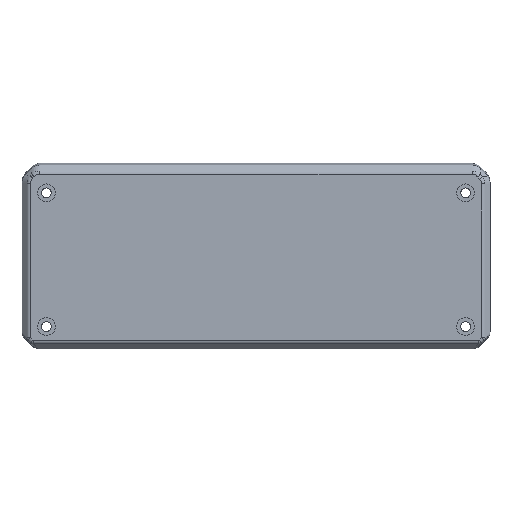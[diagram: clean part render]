
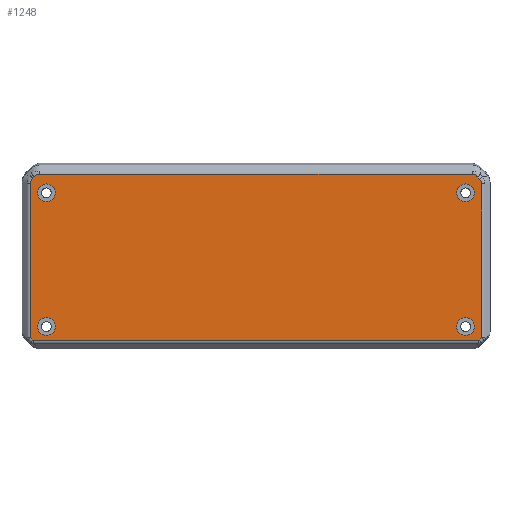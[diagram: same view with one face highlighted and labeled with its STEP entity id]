
A CAD part, top view. The second image highlights one B-rep face of the part: STEP entity #1248.
In plain terms, the highlighted planar face has unit normal (0, 0, 1).
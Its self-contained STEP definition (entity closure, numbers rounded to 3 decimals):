
#36=FACE_BOUND('',#252,.T.);
#37=FACE_BOUND('',#253,.T.);
#38=FACE_BOUND('',#254,.T.);
#39=FACE_BOUND('',#255,.T.);
#80=CIRCLE('',#1406,2.);
#81=CIRCLE('',#1407,2.);
#82=CIRCLE('',#1408,2.);
#83=CIRCLE('',#1409,2.);
#108=PLANE('',#1405);
#171=FACE_OUTER_BOUND('',#251,.T.);
#251=EDGE_LOOP('',(#1039,#1040,#1041,#1042,#1043,#1044,#1045,#1046,#1047,
#1048,#1049,#1050));
#252=EDGE_LOOP('',(#1051));
#253=EDGE_LOOP('',(#1052));
#254=EDGE_LOOP('',(#1053));
#255=EDGE_LOOP('',(#1054));
#328=LINE('',#2040,#422);
#332=LINE('',#2068,#426);
#333=LINE('',#2137,#427);
#335=LINE('',#2164,#429);
#341=LINE('',#2185,#435);
#343=LINE('',#2189,#437);
#346=LINE('',#2194,#440);
#349=LINE('',#2201,#443);
#422=VECTOR('',#1583,10.);
#426=VECTOR('',#1609,10.);
#427=VECTOR('',#1634,10.);
#429=VECTOR('',#1646,10.);
#435=VECTOR('',#1662,10.);
#437=VECTOR('',#1668,10.);
#440=VECTOR('',#1675,10.);
#443=VECTOR('',#1684,10.);
#497=ELLIPSE('',#1358,2.833,2.);
#499=ELLIPSE('',#1363,2.828,2.);
#501=ELLIPSE('',#1367,3.023,2.);
#502=ELLIPSE('',#1370,3.018,2.);
#565=VERTEX_POINT('',#2029);
#566=VERTEX_POINT('',#2033);
#573=VERTEX_POINT('',#2057);
#575=VERTEX_POINT('',#2062);
#576=VERTEX_POINT('',#2085);
#577=VERTEX_POINT('',#2086);
#579=VERTEX_POINT('',#2108);
#580=VERTEX_POINT('',#2110);
#582=VERTEX_POINT('',#2131);
#583=VERTEX_POINT('',#2133);
#584=VERTEX_POINT('',#2154);
#585=VERTEX_POINT('',#2155);
#600=VERTEX_POINT('',#2254);
#601=VERTEX_POINT('',#2256);
#602=VERTEX_POINT('',#2258);
#603=VERTEX_POINT('',#2260);
#691=EDGE_CURVE('',#565,#566,#328,.T.);
#703=EDGE_CURVE('',#575,#573,#332,.T.);
#704=EDGE_CURVE('',#576,#577,#497,.T.);
#709=EDGE_CURVE('',#579,#580,#499,.T.);
#713=EDGE_CURVE('',#582,#583,#501,.T.);
#715=EDGE_CURVE('',#577,#582,#333,.T.);
#716=EDGE_CURVE('',#584,#585,#502,.T.);
#721=EDGE_CURVE('',#585,#579,#335,.T.);
#730=EDGE_CURVE('',#583,#584,#341,.T.);
#732=EDGE_CURVE('',#580,#575,#343,.T.);
#735=EDGE_CURVE('',#566,#576,#346,.T.);
#739=EDGE_CURVE('',#573,#565,#349,.T.);
#762=EDGE_CURVE('',#600,#600,#80,.T.);
#763=EDGE_CURVE('',#601,#601,#81,.T.);
#764=EDGE_CURVE('',#602,#602,#82,.T.);
#765=EDGE_CURVE('',#603,#603,#83,.T.);
#1039=ORIENTED_EDGE('',*,*,#716,.F.);
#1040=ORIENTED_EDGE('',*,*,#730,.F.);
#1041=ORIENTED_EDGE('',*,*,#713,.F.);
#1042=ORIENTED_EDGE('',*,*,#715,.F.);
#1043=ORIENTED_EDGE('',*,*,#704,.F.);
#1044=ORIENTED_EDGE('',*,*,#735,.F.);
#1045=ORIENTED_EDGE('',*,*,#691,.F.);
#1046=ORIENTED_EDGE('',*,*,#739,.F.);
#1047=ORIENTED_EDGE('',*,*,#703,.F.);
#1048=ORIENTED_EDGE('',*,*,#732,.F.);
#1049=ORIENTED_EDGE('',*,*,#709,.F.);
#1050=ORIENTED_EDGE('',*,*,#721,.F.);
#1051=ORIENTED_EDGE('',*,*,#762,.T.);
#1052=ORIENTED_EDGE('',*,*,#763,.T.);
#1053=ORIENTED_EDGE('',*,*,#764,.T.);
#1054=ORIENTED_EDGE('',*,*,#765,.T.);
#1248=ADVANCED_FACE('',(#171,#36,#37,#38,#39),#108,.T.);
#1358=AXIS2_PLACEMENT_3D('',#2087,#1610,#1611);
#1363=AXIS2_PLACEMENT_3D('',#2111,#1620,#1621);
#1367=AXIS2_PLACEMENT_3D('',#2134,#1628,#1629);
#1370=AXIS2_PLACEMENT_3D('',#2156,#1635,#1636);
#1405=AXIS2_PLACEMENT_3D('',#2253,#1739,#1740);
#1406=AXIS2_PLACEMENT_3D('',#2255,#1741,#1742);
#1407=AXIS2_PLACEMENT_3D('',#2257,#1743,#1744);
#1408=AXIS2_PLACEMENT_3D('',#2259,#1745,#1746);
#1409=AXIS2_PLACEMENT_3D('',#2261,#1747,#1748);
#1583=DIRECTION('',(-0.707,0.707,0.));
#1609=DIRECTION('',(-0.707,-0.707,0.));
#1610=DIRECTION('center_axis',(0.,0.,-1.));
#1611=DIRECTION('ref_axis',(-0.997,0.079,0.));
#1620=DIRECTION('center_axis',(0.,0.,-1.));
#1621=DIRECTION('ref_axis',(1.,0.,0.));
#1628=DIRECTION('center_axis',(0.,0.,-1.));
#1629=DIRECTION('ref_axis',(0.072,0.997,0.));
#1634=DIRECTION('',(0.717,0.697,0.));
#1635=DIRECTION('center_axis',(0.,0.,-1.));
#1636=DIRECTION('ref_axis',(0.,1.,0.));
#1646=DIRECTION('',(0.663,-0.749,0.));
#1662=DIRECTION('',(1.,0.,0.));
#1668=DIRECTION('',(0.,-1.,0.));
#1675=DIRECTION('',(0.,1.,0.));
#1684=DIRECTION('',(-1.,0.,0.));
#1739=DIRECTION('center_axis',(0.,0.,1.));
#1740=DIRECTION('ref_axis',(0.,1.,0.));
#1741=DIRECTION('center_axis',(0.,0.,-1.));
#1742=DIRECTION('ref_axis',(1.,0.,0.));
#1743=DIRECTION('center_axis',(0.,0.,-1.));
#1744=DIRECTION('ref_axis',(1.,0.,0.));
#1745=DIRECTION('center_axis',(0.,0.,-1.));
#1746=DIRECTION('ref_axis',(1.,0.,0.));
#1747=DIRECTION('center_axis',(0.,0.,-1.));
#1748=DIRECTION('ref_axis',(1.,0.,0.));
#2029=CARTESIAN_POINT('',(2.5,1.914,5.));
#2033=CARTESIAN_POINT('',(1.914,2.5,5.));
#2040=CARTESIAN_POINT('',(29.457,-25.043,5.));
#2057=CARTESIAN_POINT('',(103.5,1.914,5.));
#2062=CARTESIAN_POINT('',(104.086,2.5,5.));
#2068=CARTESIAN_POINT('',(103.793,2.207,5.));
#2085=CARTESIAN_POINT('',(1.914,37.504,5.));
#2086=CARTESIAN_POINT('',(2.426,38.633,5.));
#2087=CARTESIAN_POINT('Origin',(4.743,37.392,5.));
#2108=CARTESIAN_POINT('',(103.655,38.39,5.));
#2110=CARTESIAN_POINT('',(104.086,37.33,5.));
#2111=CARTESIAN_POINT('Origin',(101.257,37.33,5.));
#2131=CARTESIAN_POINT('',(2.798,38.995,5.));
#2133=CARTESIAN_POINT('',(3.935,39.507,5.));
#2134=CARTESIAN_POINT('Origin',(3.812,36.489,5.));
#2137=CARTESIAN_POINT('',(20.302,55.998,5.));
#2154=CARTESIAN_POINT('',(102.001,39.507,5.));
#2155=CARTESIAN_POINT('',(103.2,38.905,5.));
#2156=CARTESIAN_POINT('Origin',(102.001,36.489,5.));
#2164=CARTESIAN_POINT('',(113.931,26.776,5.));
#2185=CARTESIAN_POINT('',(106.,39.507,5.));
#2189=CARTESIAN_POINT('',(104.086,5.25,5.));
#2194=CARTESIAN_POINT('',(1.914,5.25,5.));
#2201=CARTESIAN_POINT('',(106.,1.914,5.));
#2253=CARTESIAN_POINT('Origin',(106.,0.,5.));
#2254=CARTESIAN_POINT('',(3.531,5.,5.));
#2255=CARTESIAN_POINT('Origin',(5.531,5.,5.));
#2256=CARTESIAN_POINT('',(98.469,35.305,5.));
#2257=CARTESIAN_POINT('Origin',(100.469,35.305,5.));
#2258=CARTESIAN_POINT('',(3.531,35.305,5.));
#2259=CARTESIAN_POINT('Origin',(5.531,35.305,5.));
#2260=CARTESIAN_POINT('',(98.469,5.,5.));
#2261=CARTESIAN_POINT('Origin',(100.469,5.,5.));
